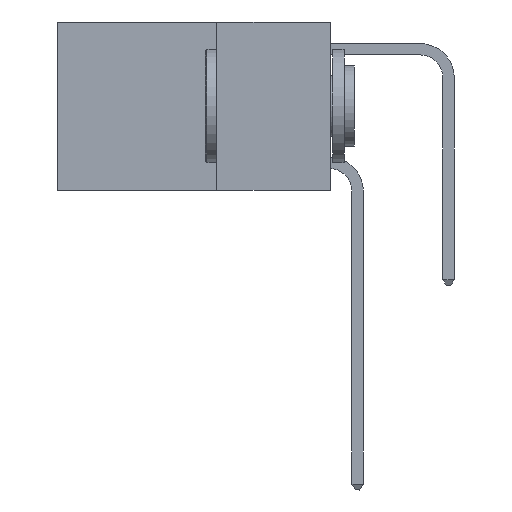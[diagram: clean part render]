
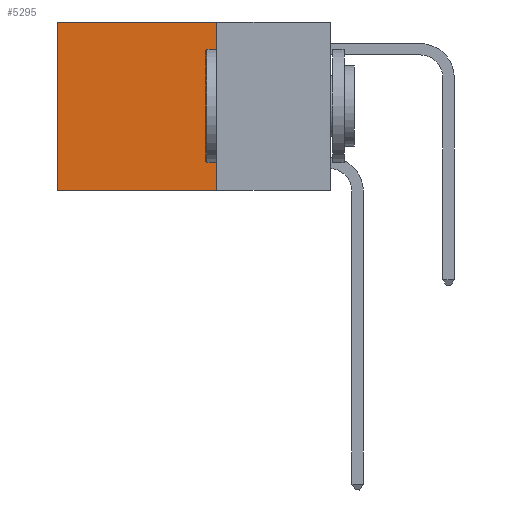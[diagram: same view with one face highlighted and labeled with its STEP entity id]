
A CAD part, left-side view. The second image highlights one B-rep face of the part: STEP entity #5295.
In plain terms, the highlighted planar face has unit normal (-1, 0, 0).
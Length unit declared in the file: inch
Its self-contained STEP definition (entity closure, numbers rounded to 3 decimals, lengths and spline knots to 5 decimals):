
#243 = EDGE_LOOP ( 'NONE', ( #18354, #7691, #1388, #10945 ) ) ;
#665 = VECTOR ( 'NONE', #4920, 39.37008 ) ;
#1388 = ORIENTED_EDGE ( 'NONE', *, *, #2000, .F. ) ;
#2000 = EDGE_CURVE ( 'NONE', #9166, #4546, #5103, .T. ) ;
#2935 = DIRECTION ( 'NONE',  ( 1., 0., 0. ) ) ;
#3594 = CARTESIAN_POINT ( 'NONE',  ( 0.2625, 0.6, 0. ) ) ;
#4546 = VERTEX_POINT ( 'NONE', #16369 ) ;
#4730 = PLANE ( 'NONE',  #21128 ) ;
#4753 = DIRECTION ( 'NONE',  ( 0., 1., 0. ) ) ;
#4920 = DIRECTION ( 'NONE',  ( 0., 0., -1. ) ) ;
#5011 = CARTESIAN_POINT ( 'NONE',  ( 0.2625, 0.25, 0. ) ) ;
#5103 = LINE ( 'NONE', #16145, #665 ) ;
#5295 = ADVANCED_FACE ( 'NONE', ( #9694 ), #4730, .F. ) ;
#5494 = DIRECTION ( 'NONE',  ( 0., 0., -1. ) ) ;
#7173 = CARTESIAN_POINT ( 'NONE',  ( 0.2625, 0.6, -0.37 ) ) ;
#7176 = VECTOR ( 'NONE', #5494, 39.37008 ) ;
#7691 = ORIENTED_EDGE ( 'NONE', *, *, #9372, .F. ) ;
#9117 = EDGE_CURVE ( 'NONE', #9166, #23668, #15199, .T. ) ;
#9166 = VERTEX_POINT ( 'NONE', #5011 ) ;
#9339 = DIRECTION ( 'NONE',  ( 0., 1., 0. ) ) ;
#9372 = EDGE_CURVE ( 'NONE', #4546, #19836, #20406, .T. ) ;
#9694 = FACE_OUTER_BOUND ( 'NONE', #243, .T. ) ;
#10945 = ORIENTED_EDGE ( 'NONE', *, *, #9117, .T. ) ;
#12453 = CARTESIAN_POINT ( 'NONE',  ( 0.2625, 0.6, 0. ) ) ;
#14192 = CARTESIAN_POINT ( 'NONE',  ( 0.2625, 0.25, 0. ) ) ;
#14222 = CARTESIAN_POINT ( 'NONE',  ( 0.2625, 0.25, 0. ) ) ;
#14635 = VECTOR ( 'NONE', #4753, 39.37008 ) ;
#14917 = VECTOR ( 'NONE', #9339, 39.37008 ) ;
#15199 = LINE ( 'NONE', #14222, #14635 ) ;
#16050 = DIRECTION ( 'NONE',  ( 0., 0., -1. ) ) ;
#16145 = CARTESIAN_POINT ( 'NONE',  ( 0.2625, 0.25, 0. ) ) ;
#16369 = CARTESIAN_POINT ( 'NONE',  ( 0.2625, 0.25, -0.37 ) ) ;
#17092 = LINE ( 'NONE', #3594, #7176 ) ;
#18354 = ORIENTED_EDGE ( 'NONE', *, *, #22552, .T. ) ;
#18572 = CARTESIAN_POINT ( 'NONE',  ( 0.2625, 0.25, -0.37 ) ) ;
#19836 = VERTEX_POINT ( 'NONE', #7173 ) ;
#20406 = LINE ( 'NONE', #18572, #14917 ) ;
#21128 = AXIS2_PLACEMENT_3D ( 'NONE', #14192, #2935, #16050 ) ;
#22552 = EDGE_CURVE ( 'NONE', #23668, #19836, #17092, .T. ) ;
#23668 = VERTEX_POINT ( 'NONE', #12453 ) ;
